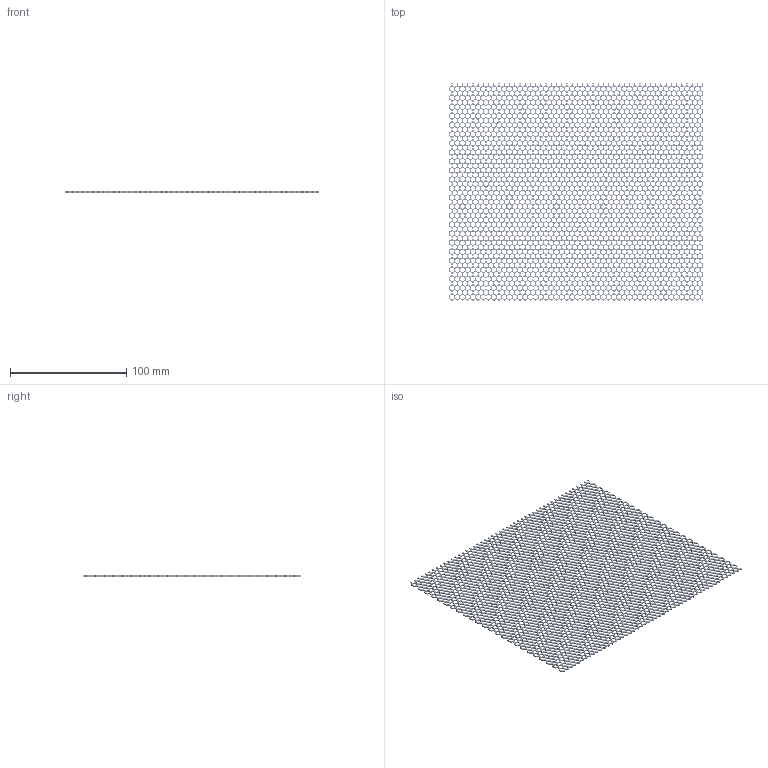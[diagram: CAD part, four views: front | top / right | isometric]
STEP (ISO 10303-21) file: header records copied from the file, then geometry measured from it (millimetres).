
FILE_DESCRIPTION(/* description */ (''),/* implementation_level */ '2;1');
FILE_NAME(/* name */ '86442192_AD M 19042 L.stp',/* time_stamp */ '2015-04-01T10:03:51+02:00',/* author */ ('kleemann'),/* organization */ (''),/* preprocessor_version */ 'ST-DEVELOPER v15.6',/* originating_system */ 'Autodesk Inventor 2015',/* authorisation */ '');
FILE_SCHEMA (('AUTOMOTIVE_DESIGN { 1 0 10303 214 3 1 1 }'));
Products named in the file (1): AD_M 19042_L_3DSYM
Bounding box: 218.14 x 188 x 1.2 mm (x, y, z)
Volume: 17383.1 mm3; surface area: 62787.3 mm2
Topology: 1 solids, 1 shells, 2550 faces, 7644 edges, 5096 vertices
Faces by surface type: cylinder 2401, plane 149
Full cylindrical faces by diameter (mm): 3.8 x2256
Entity records: 86678 total; most frequent: DIRECTION 15292, CARTESIAN_POINT 13035, ORIENTED_EDGE 10776, EDGE_LOOP 9318, AXIS2_PLACEMENT_3D 7353, FACE_BOUND 6768, EDGE_CURVE 5388, VERTEX_POINT 5096
